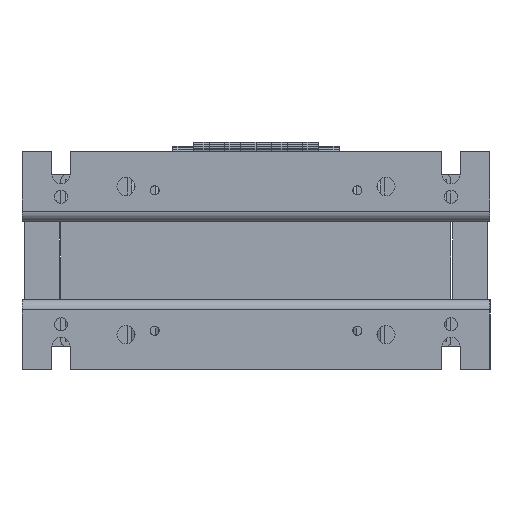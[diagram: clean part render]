
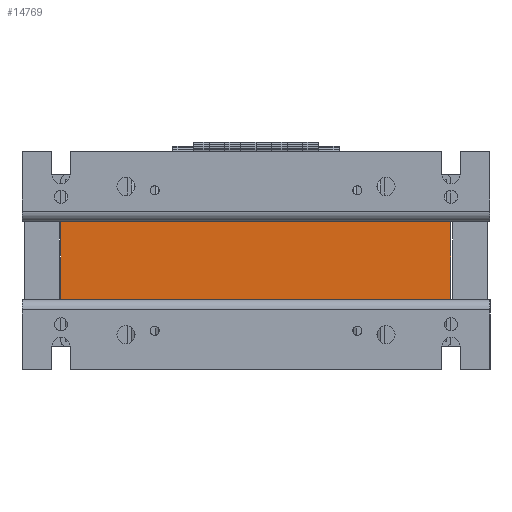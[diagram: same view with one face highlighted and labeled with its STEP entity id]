
A CAD part, front view. The second image highlights one B-rep face of the part: STEP entity #14769.
In plain terms, the highlighted planar face has unit normal (0, -1, 0).
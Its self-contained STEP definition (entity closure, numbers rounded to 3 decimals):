
#261=LINE('',#21448,#1969);
#266=LINE('',#21457,#1974);
#270=LINE('',#21465,#1978);
#271=LINE('',#21467,#1979);
#1969=VECTOR('',#17178,10.);
#1974=VECTOR('',#17185,10.);
#1978=VECTOR('',#17193,10.);
#1979=VECTOR('',#17196,10.);
#3664=PLANE('',#15854);
#4317=FACE_OUTER_BOUND('',#5122,.T.);
#5122=EDGE_LOOP('',(#10152,#10153,#10154,#10155));
#6438=VERTEX_POINT('',#21444);
#6440=VERTEX_POINT('',#21447);
#6442=VERTEX_POINT('',#21453);
#6445=VERTEX_POINT('',#21463);
#7914=EDGE_CURVE('',#6440,#6438,#261,.T.);
#7919=EDGE_CURVE('',#6442,#6440,#266,.T.);
#7923=EDGE_CURVE('',#6438,#6445,#270,.T.);
#7924=EDGE_CURVE('',#6445,#6442,#271,.T.);
#10152=ORIENTED_EDGE('',*,*,#7924,.T.);
#10153=ORIENTED_EDGE('',*,*,#7919,.T.);
#10154=ORIENTED_EDGE('',*,*,#7914,.T.);
#10155=ORIENTED_EDGE('',*,*,#7923,.T.);
#14769=ADVANCED_FACE('',(#4317),#3664,.T.);
#15854=AXIS2_PLACEMENT_3D('',#21466,#17194,#17195);
#17178=DIRECTION('',(1.,0.,0.));
#17185=DIRECTION('',(0.,0.,-1.));
#17193=DIRECTION('',(0.,0.,1.));
#17194=DIRECTION('center_axis',(0.,-1.,0.));
#17195=DIRECTION('ref_axis',(0.,0.,-1.));
#17196=DIRECTION('',(-1.,0.,0.));
#21444=CARTESIAN_POINT('',(75.,-75.,-15.));
#21447=CARTESIAN_POINT('',(-75.,-75.,-15.));
#21448=CARTESIAN_POINT('',(-75.,-75.,-15.));
#21453=CARTESIAN_POINT('',(-75.,-75.,15.));
#21457=CARTESIAN_POINT('',(-75.,-75.,0.));
#21463=CARTESIAN_POINT('',(75.,-75.,15.));
#21465=CARTESIAN_POINT('',(75.,-75.,0.));
#21466=CARTESIAN_POINT('Origin',(75.,-75.,0.));
#21467=CARTESIAN_POINT('',(-75.,-75.,15.));
